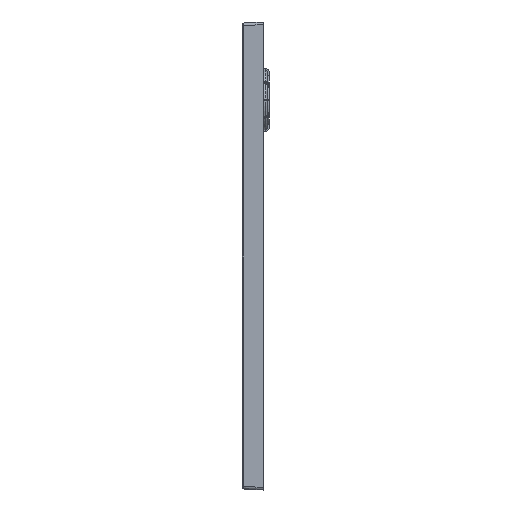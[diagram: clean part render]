
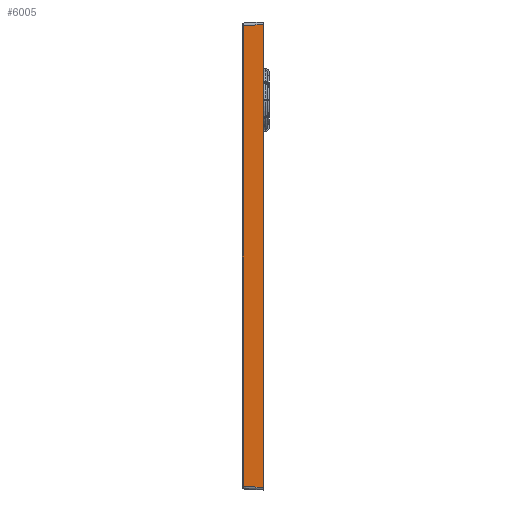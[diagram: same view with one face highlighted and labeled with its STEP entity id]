
A CAD part, left-side view. The second image highlights one B-rep face of the part: STEP entity #6005.
In plain terms, the highlighted planar face has unit normal (-0.999, 0.052, 0).
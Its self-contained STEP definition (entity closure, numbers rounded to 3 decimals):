
#406 = EDGE_CURVE ( 'NONE', #4485, #12804, #24040, .T. ) ;
#3857 = CARTESIAN_POINT ( 'NONE',  ( -828.003, 38.105, -742.911 ) ) ;
#4485 = VERTEX_POINT ( 'NONE', #35948 ) ;
#6005 = ADVANCED_FACE ( 'NONE', ( #29111 ), #28787, .T. ) ;
#6046 = CARTESIAN_POINT ( 'NONE',  ( -828.003, 38.105, -743.01 ) ) ;
#6199 = CARTESIAN_POINT ( 'NONE',  ( -827.555, 46.649, -742.562 ) ) ;
#7008 = AXIS2_PLACEMENT_3D ( 'NONE', #39349, #49256, #44320 ) ;
#12804 = VERTEX_POINT ( 'NONE', #6046 ) ;
#15192 = LINE ( 'NONE', #35339, #59082 ) ;
#16268 = CARTESIAN_POINT ( 'NONE',  ( -830.014, -0.26, 145.02 ) ) ;
#16781 = LINE ( 'NONE', #6199, #53005 ) ;
#17637 = ORIENTED_EDGE ( 'NONE', *, *, #64629, .T. ) ;
#18205 = CARTESIAN_POINT ( 'NONE',  ( -830., 0., 145.007 ) ) ;
#18826 = EDGE_LOOP ( 'NONE', ( #19941, #23802, #17637, #39280 ) ) ;
#19941 = ORIENTED_EDGE ( 'NONE', *, *, #28521, .T. ) ;
#20773 = VECTOR ( 'NONE', #50970, 1000. ) ;
#23802 = ORIENTED_EDGE ( 'NONE', *, *, #406, .T. ) ;
#24040 = LINE ( 'NONE', #3857, #32209 ) ;
#26084 = DIRECTION ( 'NONE',  ( 0., 0., 1. ) ) ;
#28521 = EDGE_CURVE ( 'NONE', #46647, #4485, #36418, .T. ) ;
#28787 = PLANE ( 'NONE',  #7008 ) ;
#29059 = CARTESIAN_POINT ( 'NONE',  ( -830., 0., -745.007 ) ) ;
#29111 = FACE_OUTER_BOUND ( 'NONE', #18826, .T. ) ;
#32209 = VECTOR ( 'NONE', #35911, 1000. ) ;
#33646 = EDGE_CURVE ( 'NONE', #54838, #46647, #15192, .T. ) ;
#35339 = CARTESIAN_POINT ( 'NONE',  ( -830., 0., 150. ) ) ;
#35911 = DIRECTION ( 'NONE',  ( 0., 0., -1. ) ) ;
#35948 = CARTESIAN_POINT ( 'NONE',  ( -828.003, 38.105, 143.01 ) ) ;
#36418 = LINE ( 'NONE', #16268, #20773 ) ;
#39280 = ORIENTED_EDGE ( 'NONE', *, *, #33646, .T. ) ;
#39349 = CARTESIAN_POINT ( 'NONE',  ( -830., 0., 150. ) ) ;
#44320 = DIRECTION ( 'NONE',  ( -0.052, -0.999, 0. ) ) ;
#46647 = VERTEX_POINT ( 'NONE', #18205 ) ;
#49256 = DIRECTION ( 'NONE',  ( -0.999, 0.052, 0. ) ) ;
#50970 = DIRECTION ( 'NONE',  ( 0.052, 0.997, -0.052 ) ) ;
#53005 = VECTOR ( 'NONE', #58084, 1000. ) ;
#54838 = VERTEX_POINT ( 'NONE', #29059 ) ;
#58084 = DIRECTION ( 'NONE',  ( -0.052, -0.997, -0.052 ) ) ;
#59082 = VECTOR ( 'NONE', #26084, 1000. ) ;
#64629 = EDGE_CURVE ( 'NONE', #12804, #54838, #16781, .T. ) ;
